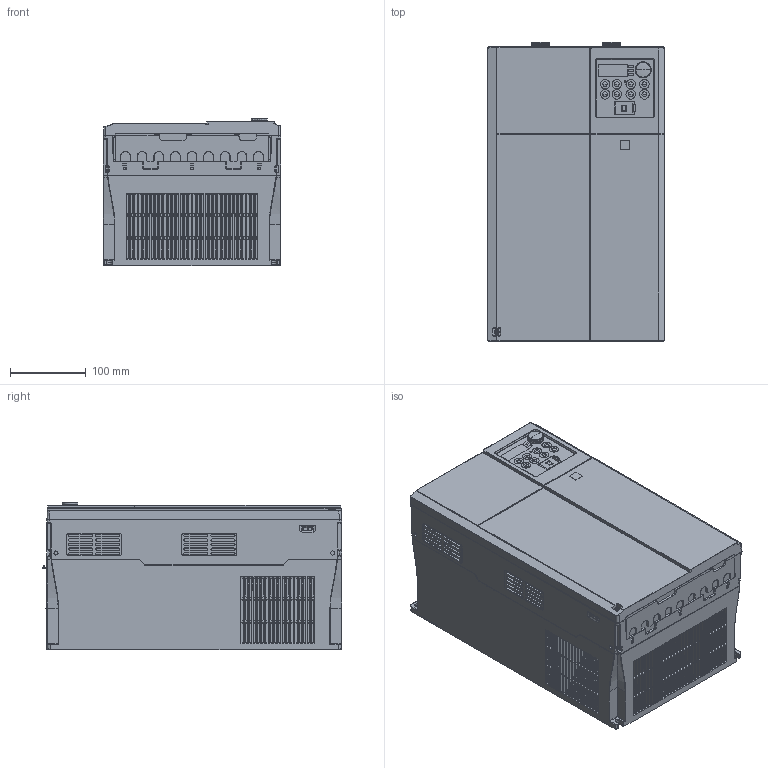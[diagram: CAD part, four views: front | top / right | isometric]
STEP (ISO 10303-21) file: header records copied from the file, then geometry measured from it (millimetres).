
FILE_DESCRIPTION (( 'STEP AP214' ), '1' );
FILE_NAME ('FC-431-D_1.STEP', '2025-04-08T14:01:14', ( '' ), ( '' ), 'SwSTEP 2.0', 'SolidWorks 2023', '' );
FILE_SCHEMA (( 'AUTOMOTIVE_DESIGN' ));
Products named in the file (1): FC-431-D_1
Bounding box: 235 x 396 x 195.78 mm (x, y, z)
Volume: 16004115 mm3; surface area: 1145582.3 mm2
Topology: 2 solids, 20 shells, 6816 faces, 19822 edges, 12822 vertices
Faces by surface type: plane 3265, cylinder 1881, bspline 1057, torus 241, cone 224, sphere 148
Entity records: 362324 total; most frequent: CARTESIAN_POINT 191428, ORIENTED_EDGE 39578, DIRECTION 30426, EDGE_CURVE 19789, VERTEX_POINT 12814, LINE 11890, VECTOR 11890, AXIS2_PLACEMENT_3D 9268
